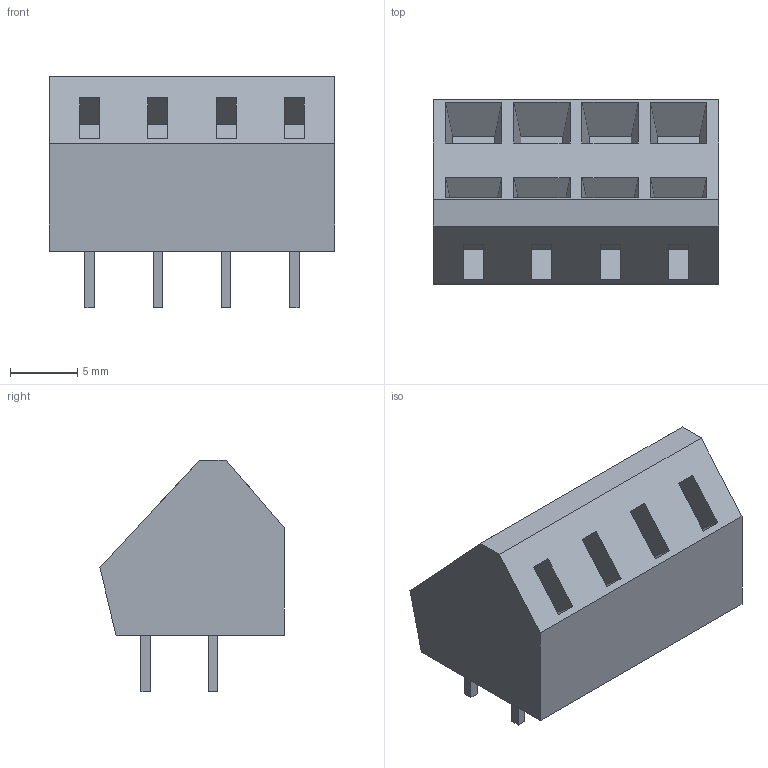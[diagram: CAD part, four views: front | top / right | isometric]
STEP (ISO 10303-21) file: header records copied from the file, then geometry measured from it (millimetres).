
FILE_DESCRIPTION(('FreeCAD Model'),'2;1');
FILE_NAME('Open CASCADE Shape Model','2025-02-04T20:06:40',(''),(''), 'Open CASCADE STEP processor 7.8','FreeCAD','Unknown');
FILE_SCHEMA(('AUTOMOTIVE_DESIGN { 1 0 10303 214 1 1 1 1 }'));
Length unit declared in the file: millimetre
Products named in the file (1): Wago_236-4xx
Bounding box: 21.24 x 13.7 x 17.2 mm (x, y, z)
Volume: 2555.8 mm3; surface area: 1715.7 mm2
Topology: 1 solids, 1 shells, 108 faces, 258 edges, 172 vertices
Faces by surface type: plane 76, bspline 32
Entity records: 6374 total; most frequent: CARTESIAN_POINT 1215, DIRECTION 864, LINE 710, VECTOR 710, ORIENTED_EDGE 516, PCURVE 516, DEFINITIONAL_REPRESENTATION 516, EDGE_CURVE 258
